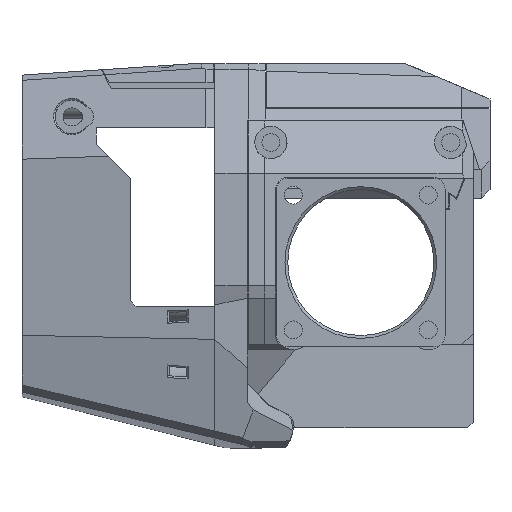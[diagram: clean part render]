
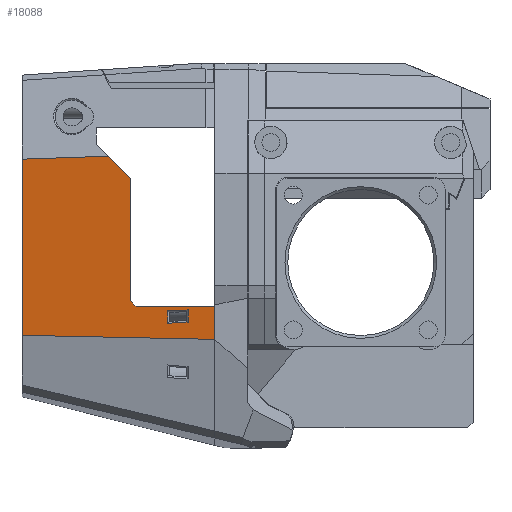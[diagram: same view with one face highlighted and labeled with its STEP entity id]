
A CAD part, left-side view. The second image highlights one B-rep face of the part: STEP entity #18088.
In plain terms, the highlighted planar face has unit normal (-0.984, 0.18, 0).
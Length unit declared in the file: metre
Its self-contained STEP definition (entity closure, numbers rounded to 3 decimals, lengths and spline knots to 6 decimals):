
#933=B_SPLINE_CURVE_WITH_KNOTS('',3,(#29515,#29516,#29517,#29518),
 .UNSPECIFIED.,.F.,.F.,(4,4),(0.,1.),.UNSPECIFIED.);
#934=B_SPLINE_CURVE_WITH_KNOTS('',3,(#29522,#29523,#29524,#29525),
 .UNSPECIFIED.,.F.,.F.,(4,4),(0.,1.),.UNSPECIFIED.);
#4382=ORIENTED_EDGE('',*,*,#8157,.T.);
#4383=ORIENTED_EDGE('',*,*,#8158,.T.);
#4384=ORIENTED_EDGE('',*,*,#8159,.T.);
#4385=ORIENTED_EDGE('',*,*,#8160,.T.);
#4386=ORIENTED_EDGE('',*,*,#8161,.T.);
#4387=ORIENTED_EDGE('',*,*,#8162,.F.);
#4388=ORIENTED_EDGE('',*,*,#8144,.F.);
#4389=ORIENTED_EDGE('',*,*,#8163,.F.);
#4390=ORIENTED_EDGE('',*,*,#8164,.F.);
#4391=ORIENTED_EDGE('',*,*,#8165,.F.);
#4392=ORIENTED_EDGE('',*,*,#8166,.F.);
#4393=ORIENTED_EDGE('',*,*,#8167,.F.);
#8144=EDGE_CURVE('',#10282,#10283,#12028,.F.);
#8157=EDGE_CURVE('',#10294,#10295,#12039,.T.);
#8158=EDGE_CURVE('',#10295,#10296,#933,.T.);
#8159=EDGE_CURVE('',#10296,#10297,#12040,.T.);
#8160=EDGE_CURVE('',#10297,#10294,#934,.T.);
#8161=EDGE_CURVE('',#10298,#10299,#12041,.T.);
#8162=EDGE_CURVE('',#10283,#10299,#12042,.T.);
#8163=EDGE_CURVE('',#10300,#10282,#12043,.F.);
#8164=EDGE_CURVE('',#10301,#10300,#12044,.T.);
#8165=EDGE_CURVE('',#10302,#10301,#12045,.T.);
#8166=EDGE_CURVE('',#10303,#10302,#12046,.T.);
#8167=EDGE_CURVE('',#10298,#10303,#12047,.T.);
#10282=VERTEX_POINT('',#29479);
#10283=VERTEX_POINT('',#29481);
#10294=VERTEX_POINT('',#29513);
#10295=VERTEX_POINT('',#29514);
#10296=VERTEX_POINT('',#29519);
#10297=VERTEX_POINT('',#29521);
#10298=VERTEX_POINT('',#29527);
#10299=VERTEX_POINT('',#29528);
#10300=VERTEX_POINT('',#29531);
#10301=VERTEX_POINT('',#29533);
#10302=VERTEX_POINT('',#29535);
#10303=VERTEX_POINT('',#29537);
#12028=LINE('',#29480,#13777);
#12039=LINE('',#29512,#13788);
#12040=LINE('',#29520,#13789);
#12041=LINE('',#29526,#13790);
#12042=LINE('',#29529,#13791);
#12043=LINE('',#29530,#13792);
#12044=LINE('',#29532,#13793);
#12045=LINE('',#29534,#13794);
#12046=LINE('',#29536,#13795);
#12047=LINE('',#29538,#13796);
#13777=VECTOR('',#22786,1.);
#13788=VECTOR('',#22801,1.);
#13789=VECTOR('',#22802,1.);
#13790=VECTOR('',#22803,1.);
#13791=VECTOR('',#22804,1.);
#13792=VECTOR('',#22805,1.);
#13793=VECTOR('',#22806,1.);
#13794=VECTOR('',#22807,1.);
#13795=VECTOR('',#22808,1.);
#13796=VECTOR('',#22809,1.);
#15159=EDGE_LOOP('',(#4382,#4383,#4384,#4385));
#15160=EDGE_LOOP('',(#4386,#4387,#4388,#4389,#4390,#4391,#4392,#4393));
#16336=FACE_BOUND('',#15159,.T.);
#16337=FACE_BOUND('',#15160,.T.);
#17210=PLANE('',#19461);
#18088=ADVANCED_FACE('',(#16336,#16337),#17210,.T.);
#19461=AXIS2_PLACEMENT_3D('',#29511,#22799,#22800);
#22786=DIRECTION('',(-0.18,-0.983,-0.021));
#22799=DIRECTION('',(-0.984,0.18,0.));
#22800=DIRECTION('',(0.,0.,1.));
#22801=DIRECTION('',(0.,0.,-1.));
#22802=DIRECTION('',(0.,0.,1.));
#22803=DIRECTION('',(0.18,0.983,-0.033));
#22804=DIRECTION('',(0.,0.,1.));
#22805=DIRECTION('',(0.,0.,1.));
#22806=DIRECTION('',(-0.18,-0.984,0.));
#22807=DIRECTION('',(-0.129,-0.701,-0.701));
#22808=DIRECTION('',(0.,0.,-1.));
#22809=DIRECTION('',(-0.129,-0.701,-0.701));
#29479=CARTESIAN_POINT('',(-0.021383,-0.033,-0.019538));
#29480=CARTESIAN_POINT('',(-0.021259,-0.032326,-0.019524));
#29481=CARTESIAN_POINT('',(-0.015096,0.001298,-0.018819));
#29511=CARTESIAN_POINT('',(-0.021383,-0.032999,0.01365));
#29512=CARTESIAN_POINT('',(-0.020513,-0.028253,0.01365));
#29513=CARTESIAN_POINT('',(-0.020513,-0.028253,-0.014303));
#29514=CARTESIAN_POINT('',(-0.020513,-0.028253,-0.01646));
#29515=CARTESIAN_POINT('',(-0.020513,-0.028253,-0.01646));
#29516=CARTESIAN_POINT('',(-0.020286,-0.027014,-0.016514));
#29517=CARTESIAN_POINT('',(-0.020065,-0.025808,-0.016587));
#29518=CARTESIAN_POINT('',(-0.01985,-0.024636,-0.016678));
#29519=CARTESIAN_POINT('',(-0.01985,-0.024636,-0.016678));
#29520=CARTESIAN_POINT('',(-0.01985,-0.024636,-0.014672));
#29521=CARTESIAN_POINT('',(-0.01985,-0.024636,-0.014444));
#29522=CARTESIAN_POINT('',(-0.01985,-0.024636,-0.014444));
#29523=CARTESIAN_POINT('',(-0.020068,-0.025828,-0.014385));
#29524=CARTESIAN_POINT('',(-0.020289,-0.027033,-0.014338));
#29525=CARTESIAN_POINT('',(-0.020513,-0.028253,-0.014303));
#29526=CARTESIAN_POINT('',(-0.02142,-0.033203,0.01371));
#29527=CARTESIAN_POINT('',(-0.017908,-0.014042,0.013058));
#29528=CARTESIAN_POINT('',(-0.015096,0.001298,0.012536));
#29529=CARTESIAN_POINT('',(-0.015096,0.001298,0.013279));
#29530=CARTESIAN_POINT('',(-0.021383,-0.032999,0.01365));
#29531=CARTESIAN_POINT('',(-0.021383,-0.033,-0.01365));
#29532=CARTESIAN_POINT('',(-0.021383,-0.032999,-0.01365));
#29533=CARTESIAN_POINT('',(-0.018817,-0.019,-0.01365));
#29534=CARTESIAN_POINT('',(-0.01766,-0.012691,-0.007341));
#29535=CARTESIAN_POINT('',(-0.018633,-0.018,-0.01265));
#29536=CARTESIAN_POINT('',(-0.018633,-0.018,0.));
#29537=CARTESIAN_POINT('',(-0.018633,-0.018,0.0091));
#29538=CARTESIAN_POINT('',(-0.017834,-0.013641,0.013459));
